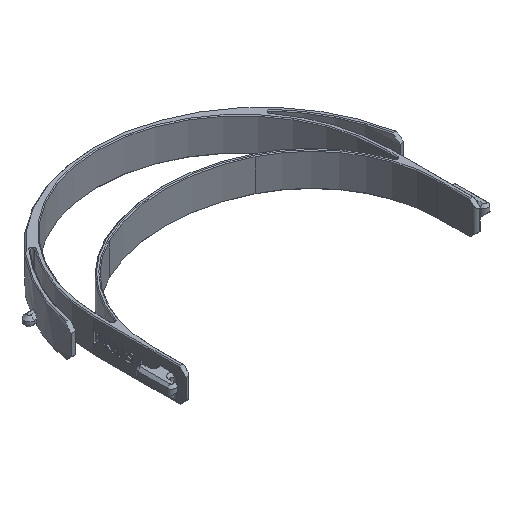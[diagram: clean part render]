
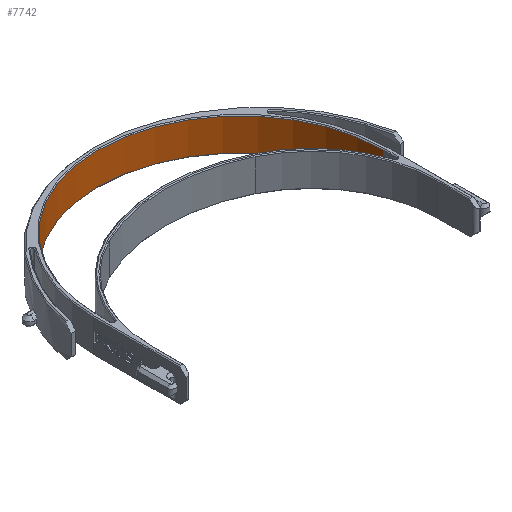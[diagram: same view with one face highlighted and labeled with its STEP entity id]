
A CAD part, isometric view. The second image highlights one B-rep face of the part: STEP entity #7742.
In plain terms, the highlighted cylindrical face has radius 85 mm (diameter 170 mm), a partial arc.
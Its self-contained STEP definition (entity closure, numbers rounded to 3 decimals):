
#28=CIRCLE('',#8071,85.);
#41=CIRCLE('',#8095,85.);
#212=CYLINDRICAL_SURFACE('',#8094,85.);
#986=FACE_OUTER_BOUND('',#1443,.T.);
#1443=EDGE_LOOP('',(#6600,#6601,#6602,#6603));
#2141=LINE('',#13447,#2867);
#2143=LINE('',#13451,#2869);
#2867=VECTOR('',#9322,10.);
#2869=VECTOR('',#9326,10.);
#3594=VERTEX_POINT('',#13388);
#3597=VERTEX_POINT('',#13393);
#3613=VERTEX_POINT('',#13446);
#3614=VERTEX_POINT('',#13450);
#4617=EDGE_CURVE('',#3597,#3594,#28,.T.);
#4643=EDGE_CURVE('',#3613,#3594,#2141,.T.);
#4645=EDGE_CURVE('',#3614,#3597,#2143,.T.);
#4646=EDGE_CURVE('',#3613,#3614,#41,.T.);
#6600=ORIENTED_EDGE('',*,*,#4617,.F.);
#6601=ORIENTED_EDGE('',*,*,#4645,.F.);
#6602=ORIENTED_EDGE('',*,*,#4646,.F.);
#6603=ORIENTED_EDGE('',*,*,#4643,.T.);
#7742=ADVANCED_FACE('',(#986),#212,.F.);
#8071=AXIS2_PLACEMENT_3D('',#13395,#9263,#9264);
#8094=AXIS2_PLACEMENT_3D('',#13449,#9324,#9325);
#8095=AXIS2_PLACEMENT_3D('',#13452,#9327,#9328);
#9263=DIRECTION('center_axis',(0.,0.,1.));
#9264=DIRECTION('ref_axis',(-1.,0.,0.));
#9322=DIRECTION('',(0.,0.,-1.));
#9324=DIRECTION('center_axis',(0.,0.,1.));
#9325=DIRECTION('ref_axis',(-1.,0.,0.));
#9326=DIRECTION('',(0.,0.,-1.));
#9327=DIRECTION('center_axis',(0.,0.,-1.));
#9328=DIRECTION('ref_axis',(-1.,0.,0.));
#13388=CARTESIAN_POINT('',(759.508,-9.803,-9.5));
#13393=CARTESIAN_POINT('',(929.508,-9.803,-9.5));
#13395=CARTESIAN_POINT('Origin',(844.508,-9.803,-9.5));
#13446=CARTESIAN_POINT('',(759.508,-9.803,9.5));
#13447=CARTESIAN_POINT('',(759.508,-9.803,0.));
#13449=CARTESIAN_POINT('Origin',(844.508,-9.803,0.));
#13450=CARTESIAN_POINT('',(929.508,-9.803,9.5));
#13451=CARTESIAN_POINT('',(929.508,-9.803,0.));
#13452=CARTESIAN_POINT('Origin',(844.508,-9.803,9.5));
